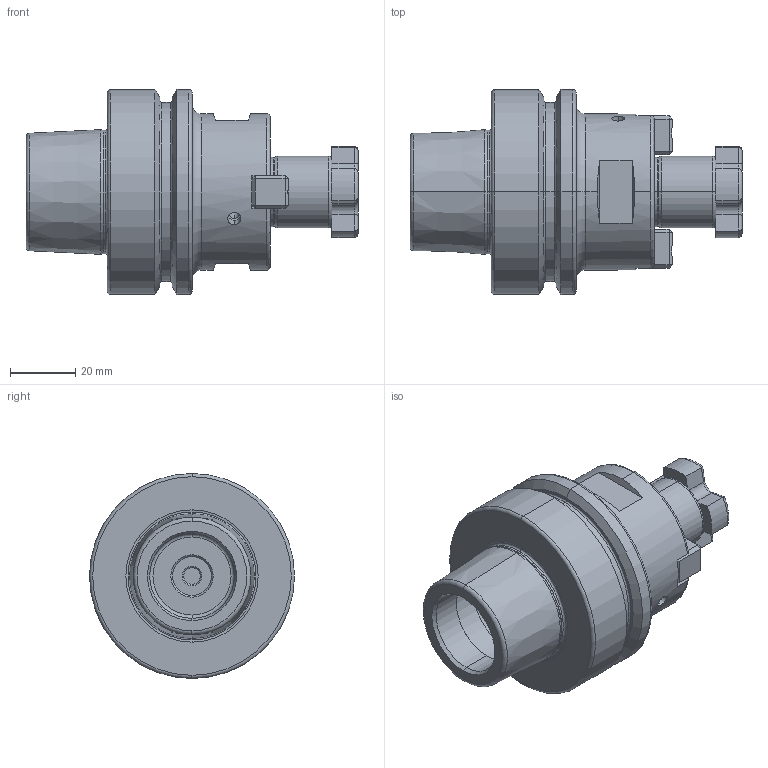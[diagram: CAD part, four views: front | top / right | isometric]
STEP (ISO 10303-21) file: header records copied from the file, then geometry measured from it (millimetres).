
FILE_DESCRIPTION (( 'STEP AP203' ), '1' );
FILE_NAME ('F63.11.22.STEP', '2017-12-26T02:39:49', ( '' ), ( '' ), 'SwSTEP 2.0', 'SolidWorks 2012', '' );
FILE_SCHEMA (( 'CONFIG_CONTROL_DESIGN' ));
Length unit declared in the file: millimetre
Products named in the file (5): 十字螺絲FMB22; F63.11.22; 102.11.22_M4xP0.7-12L; 面銑刀墊塊22
Assembly tree (6 placements, depth 2):
  F63.11.22
    F63.11.22
    面銑刀墊塊22  x2
    102.11.22_M4xP0.7-12L  x2
    十字螺絲FMB22
Bounding box: 102 x 63 x 63 mm (x, y, z)
Volume: 134056.7 mm3; surface area: 31079.7 mm2
Topology: 6 solids, 6 shells, 500 faces, 1257 edges, 774 vertices
Faces by surface type: cylinder 235, plane 130, cone 61, torus 56, bspline 18
Entity records: 24417 total; most frequent: CARTESIAN_POINT 15058, ORIENTED_EDGE 2008, DIRECTION 1711, EDGE_CURVE 1004, AXIS2_PLACEMENT_3D 666, VERTEX_POINT 624, EDGE_LOOP 422, FACE_OUTER_BOUND 399
